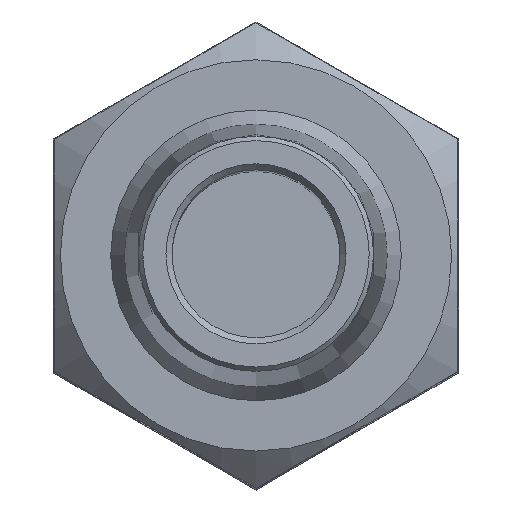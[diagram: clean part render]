
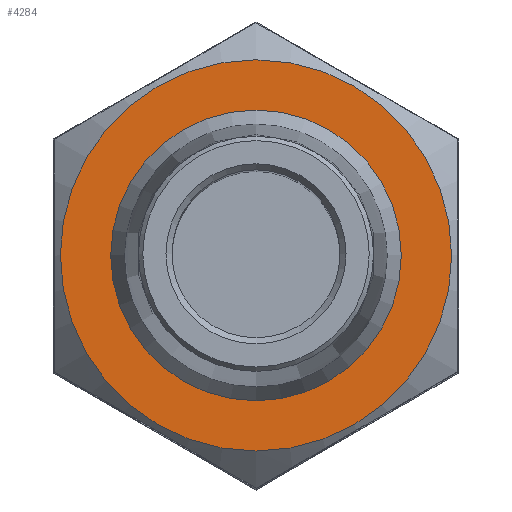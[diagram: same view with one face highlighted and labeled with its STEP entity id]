
A CAD part, top view. The second image highlights one B-rep face of the part: STEP entity #4284.
In plain terms, the highlighted planar face has unit normal (0, 0, 1).
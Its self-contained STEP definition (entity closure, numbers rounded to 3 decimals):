
#1107=PLANE('',#4541);
#1274=FACE_BOUND('',#1568,.T.);
#1313=FACE_OUTER_BOUND('',#1567,.T.);
#1567=EDGE_LOOP('',(#2957));
#1568=EDGE_LOOP('',(#2958));
#1845=CIRCLE('',#4533,8.651);
#1849=CIRCLE('',#4542,11.647);
#1881=VERTEX_POINT('',#5572);
#1885=VERTEX_POINT('',#5585);
#2311=EDGE_CURVE('',#1881,#1881,#1845,.T.);
#2315=EDGE_CURVE('',#1885,#1885,#1849,.T.);
#2957=ORIENTED_EDGE('',*,*,#2315,.T.);
#2958=ORIENTED_EDGE('',*,*,#2311,.T.);
#4284=ADVANCED_FACE('',(#1313,#1274),#1107,.T.);
#4533=AXIS2_PLACEMENT_3D('',#5573,#4748,#4749);
#4541=AXIS2_PLACEMENT_3D('',#5584,#4764,#4765);
#4542=AXIS2_PLACEMENT_3D('',#5586,#4766,#4767);
#4748=DIRECTION('center_axis',(0.,0.,-1.));
#4749=DIRECTION('ref_axis',(0.,-1.,0.));
#4764=DIRECTION('center_axis',(0.,0.,1.));
#4765=DIRECTION('ref_axis',(1.,0.,0.));
#4766=DIRECTION('center_axis',(0.,0.,1.));
#4767=DIRECTION('ref_axis',(0.,-1.,0.));
#5572=CARTESIAN_POINT('',(0.,8.651,0.));
#5573=CARTESIAN_POINT('Origin',(0.,0.,
0.));
#5584=CARTESIAN_POINT('Origin',(0.,0.,
0.));
#5585=CARTESIAN_POINT('',(0.,11.647,0.));
#5586=CARTESIAN_POINT('Origin',(0.,0.,
0.));
